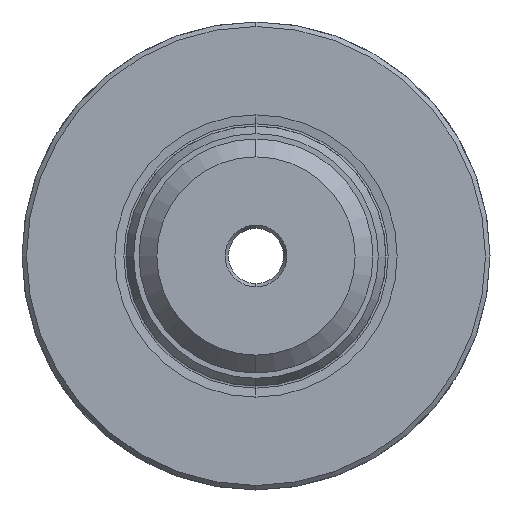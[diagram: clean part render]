
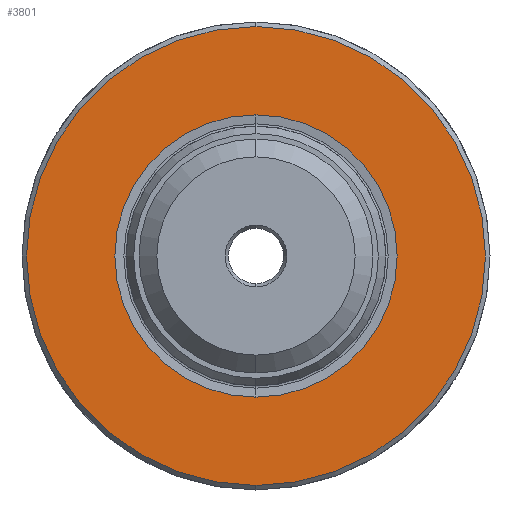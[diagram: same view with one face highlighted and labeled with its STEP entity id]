
A CAD part, left-side view. The second image highlights one B-rep face of the part: STEP entity #3801.
In plain terms, the highlighted planar face has unit normal (-1, 0, 0).
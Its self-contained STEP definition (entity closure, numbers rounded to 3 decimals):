
#156 = DIRECTION ( 'NONE',  ( 0., 0., -1. ) ) ;
#248 = DIRECTION ( 'NONE',  ( 0., 0., -1. ) ) ;
#273 = DIRECTION ( 'NONE',  ( 0., 0., -1. ) ) ;
#347 = CARTESIAN_POINT ( 'NONE',  ( 0., 0., 0. ) ) ;
#741 = FACE_OUTER_BOUND ( 'NONE', #2869, .T. ) ;
#767 = CARTESIAN_POINT ( 'NONE',  ( 0., 0., 0. ) ) ;
#778 = FACE_BOUND ( 'NONE', #3356, .T. ) ;
#949 = DIRECTION ( 'NONE',  ( 0., 0., -1. ) ) ;
#1008 = AXIS2_PLACEMENT_3D ( 'NONE', #347, #3618, #273 ) ;
#1038 = VERTEX_POINT ( 'NONE', #1218 ) ;
#1108 = AXIS2_PLACEMENT_3D ( 'NONE', #3025, #3926, #3921 ) ;
#1177 = AXIS2_PLACEMENT_3D ( 'NONE', #767, #2943, #949 ) ;
#1201 = AXIS2_PLACEMENT_3D ( 'NONE', #3968, #2607, #248 ) ;
#1216 = AXIS2_PLACEMENT_3D ( 'NONE', #2572, #1255, #156 ) ;
#1218 = CARTESIAN_POINT ( 'NONE',  ( 0., 0., 35.3 ) ) ;
#1255 = DIRECTION ( 'NONE',  ( 1., 0., 0. ) ) ;
#1256 = VERTEX_POINT ( 'NONE', #2051 ) ;
#2017 = CARTESIAN_POINT ( 'NONE',  ( 0., 0., -21.715 ) ) ;
#2051 = CARTESIAN_POINT ( 'NONE',  ( 0., 0., -35.3 ) ) ;
#2070 = EDGE_CURVE ( 'NONE', #3108, #2948, #2170, .T. ) ;
#2088 = EDGE_CURVE ( 'NONE', #1038, #1256, #2172, .T. ) ;
#2118 = EDGE_CURVE ( 'NONE', #2948, #3108, #2199, .T. ) ;
#2170 = CIRCLE ( 'NONE', #1216, 21.715 ) ;
#2172 = CIRCLE ( 'NONE', #1201, 35.3 ) ;
#2199 = CIRCLE ( 'NONE', #1177, 21.715 ) ;
#2499 = CIRCLE ( 'NONE', #1008, 35.3 ) ;
#2572 = CARTESIAN_POINT ( 'NONE',  ( 0., 0., 0. ) ) ;
#2575 = EDGE_CURVE ( 'NONE', #1256, #1038, #2499, .T. ) ;
#2607 = DIRECTION ( 'NONE',  ( 1., 0., 0. ) ) ;
#2869 = EDGE_LOOP ( 'NONE', ( #3649, #2975 ) ) ;
#2943 = DIRECTION ( 'NONE',  ( 1., 0., 0. ) ) ;
#2948 = VERTEX_POINT ( 'NONE', #2017 ) ;
#2975 = ORIENTED_EDGE ( 'NONE', *, *, #2088, .F. ) ;
#3025 = CARTESIAN_POINT ( 'NONE',  ( 0., 21.715, 0. ) ) ;
#3093 = ORIENTED_EDGE ( 'NONE', *, *, #2118, .T. ) ;
#3108 = VERTEX_POINT ( 'NONE', #3798 ) ;
#3221 = ORIENTED_EDGE ( 'NONE', *, *, #2070, .T. ) ;
#3356 = EDGE_LOOP ( 'NONE', ( #3221, #3093 ) ) ;
#3618 = DIRECTION ( 'NONE',  ( 1., 0., 0. ) ) ;
#3649 = ORIENTED_EDGE ( 'NONE', *, *, #2575, .F. ) ;
#3798 = CARTESIAN_POINT ( 'NONE',  ( 0., 0., 21.715 ) ) ;
#3801 = ADVANCED_FACE ( 'NONE', ( #778, #741 ), #3941, .T. ) ;
#3921 = DIRECTION ( 'NONE',  ( 0., 0., 1. ) ) ;
#3926 = DIRECTION ( 'NONE',  ( -1., 0., 0. ) ) ;
#3941 = PLANE ( 'NONE',  #1108 ) ;
#3968 = CARTESIAN_POINT ( 'NONE',  ( 0., 0., 0. ) ) ;
